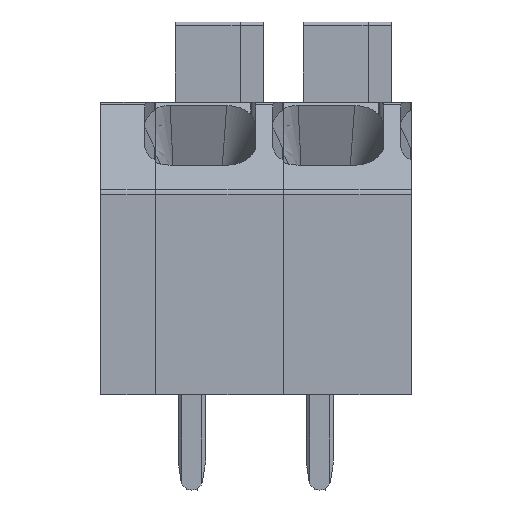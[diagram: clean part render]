
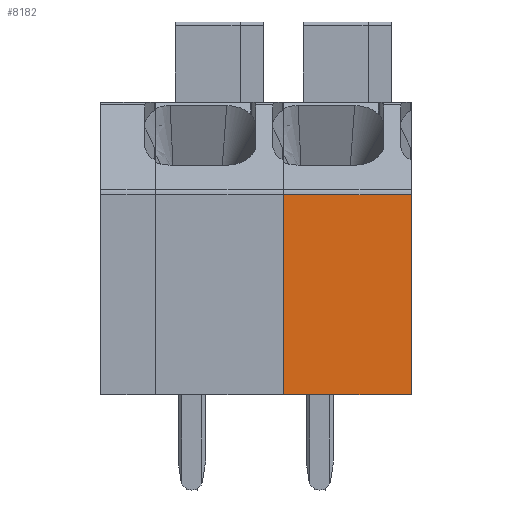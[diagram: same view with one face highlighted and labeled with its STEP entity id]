
A CAD part, front view. The second image highlights one B-rep face of the part: STEP entity #8182.
In plain terms, the highlighted planar face has unit normal (0, -1, 0).
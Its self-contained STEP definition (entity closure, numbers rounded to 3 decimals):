
#8182=ADVANCED_FACE('',(#17338),#17339,.T.);
#8766=EDGE_CURVE('',#18253,#18256,#18257,.T.);
#8810=EDGE_CURVE('',#18253,#18320,#18323,.T.);
#9220=EDGE_CURVE('',#18849,#18320,#18850,.T.);
#9222=EDGE_CURVE('',#18849,#18256,#18852,.T.);
#17338=FACE_OUTER_BOUND('',#33452,.T.);
#17339=PLANE('',#33453);
#18253=VERTEX_POINT('',#35551);
#18256=VERTEX_POINT('',#35555);
#18257=LINE('',#35556,#35557);
#18320=VERTEX_POINT('',#35651);
#18323=LINE('',#35656,#35657);
#18849=VERTEX_POINT('',#36794);
#18850=LINE('',#36795,#36796);
#18852=LINE('',#36799,#36800);
#33452=EDGE_LOOP('',(#50174,#50175,#50176,#50177));
#33453=AXIS2_PLACEMENT_3D('',#50178,#50179,#50180);
#35551=CARTESIAN_POINT('',(3.5,0.0,5.478));
#35555=CARTESIAN_POINT('',(7.0,0.0,5.478));
#35556=CARTESIAN_POINT('',(3.5,0.,5.478));
#35557=VECTOR('',#51543,1.0);
#35651=CARTESIAN_POINT('',(3.5,0.0,0.0));
#35656=CARTESIAN_POINT('',(3.5,0.0,5.478));
#35657=VECTOR('',#51585,1.0);
#36794=CARTESIAN_POINT('',(7.0,0.0,0.0));
#36795=CARTESIAN_POINT('',(7.0,0.0,0.));
#36796=VECTOR('',#51888,1.0);
#36799=CARTESIAN_POINT('',(7.0,0.0,0.0));
#36800=VECTOR('',#51889,1.0);
#50174=ORIENTED_EDGE('',*,*,#8810,.T.);
#50175=ORIENTED_EDGE('',*,*,#9220,.F.);
#50176=ORIENTED_EDGE('',*,*,#9222,.T.);
#50177=ORIENTED_EDGE('',*,*,#8766,.F.);
#50178=CARTESIAN_POINT('',(3.412,0.,-0.137));
#50179=DIRECTION('',(0.,-1.0,0.0));
#50180=DIRECTION('',(0.0,0.0,-1.0));
#51543=DIRECTION('',(1.0,0.,0.));
#51585=DIRECTION('',(0.0,0.0,-1.0));
#51888=DIRECTION('',(-1.0,0.,0.0));
#51889=DIRECTION('',(0.0,0.0,1.0));
